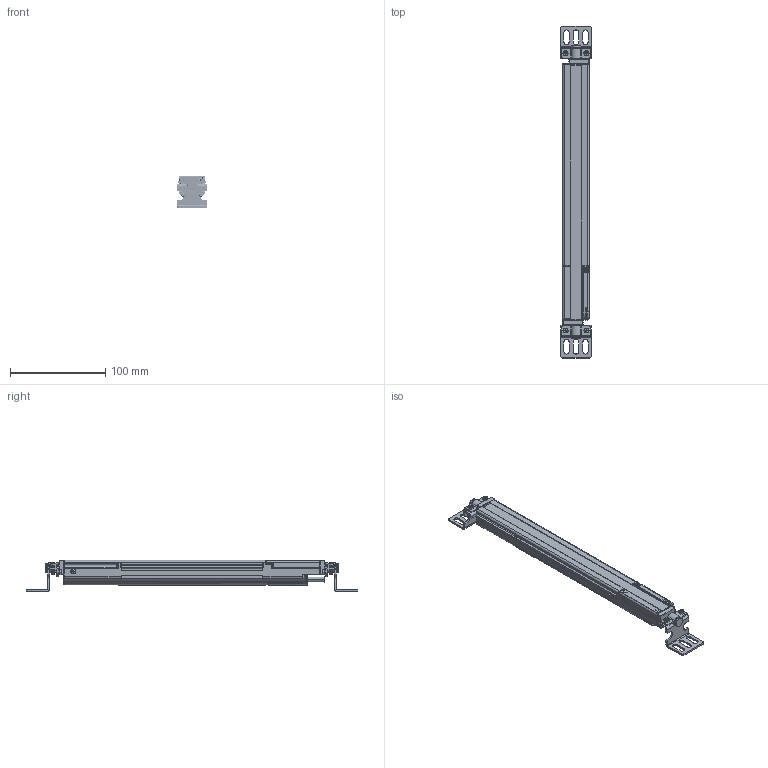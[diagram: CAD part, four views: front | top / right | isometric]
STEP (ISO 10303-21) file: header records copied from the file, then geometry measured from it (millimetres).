
FILE_DESCRIPTION((''),'2;1');
FILE_NAME('141887_SM01_ASM','2025-07-09T10:12:19',('banengservice'),('BANNER ENGINEERING'),'CREO PARAMETRIC BY PTC INC, 2022414','CREO PARAMETRIC BY PTC INC, 2022414','');
FILE_SCHEMA(('CONFIG_CONTROL_DESIGN'));
Products named in the file (3): 141887_EP01; EZS_OUTER_BRACKET_EP01; 141887_SM01_ASM
Assembly tree (3 placements, depth 2):
  141887_SM01_ASM
    141887_EP01
    EZS_OUTER_BRACKET_EP01  x2
Bounding box: 32 x 349.45 x 32.93 mm (x, y, z)
Volume: 174402.7 mm3; surface area: 51719.1 mm2
Topology: 3 solids, 3 shells, 2361 faces, 6951 edges, 4384 vertices
Faces by surface type: plane 904, cylinder 887, bspline 301, torus 171, cone 53, sphere 45
Entity records: 195739 total; most frequent: CARTESIAN_POINT 142354, ORIENTED_EDGE 12336, DIRECTION 9782, EDGE_CURVE 6168, VERTEX_POINT 3900, VECTOR 3442, LINE 3442, AXIS2_PLACEMENT_3D 3170
